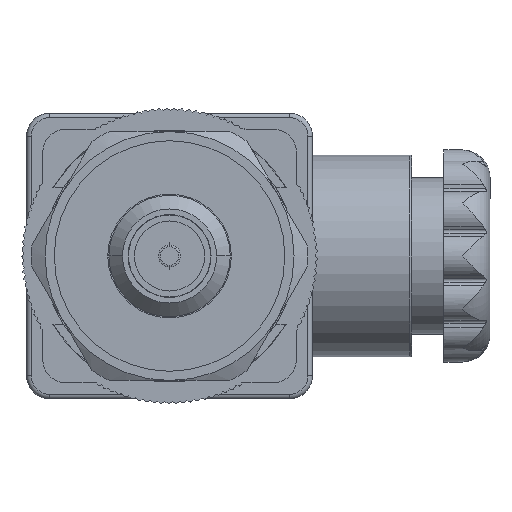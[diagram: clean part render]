
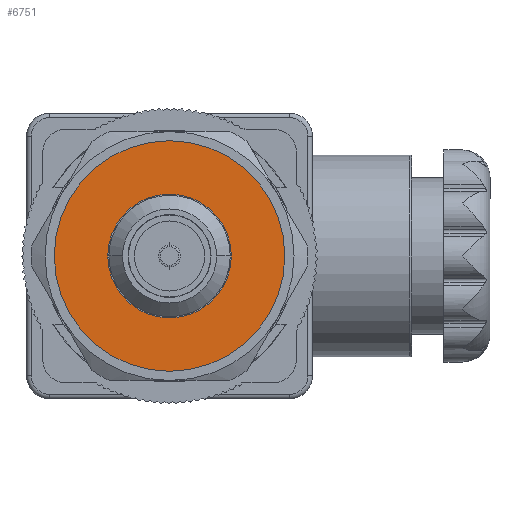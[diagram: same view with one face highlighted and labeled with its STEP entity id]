
A CAD part, front view. The second image highlights one B-rep face of the part: STEP entity #6751.
In plain terms, the highlighted planar face has unit normal (0, -1, 0).
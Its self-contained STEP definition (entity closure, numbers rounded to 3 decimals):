
#780 = CARTESIAN_POINT ( 'NONE',  ( 0., 0.5, -6.7 ) ) ;
#2341 = CARTESIAN_POINT ( 'NONE',  ( 0., 0.5, 0. ) ) ;
#3458 = DIRECTION ( 'NONE',  ( 0., -1., 0. ) ) ;
#4655 = CARTESIAN_POINT ( 'NONE',  ( 0., 0.5, 12.5 ) ) ;
#5331 = CIRCLE ( 'NONE', #25753, 6.7 ) ;
#5739 = CARTESIAN_POINT ( 'NONE',  ( 0., 0.5, 0. ) ) ;
#6238 = VERTEX_POINT ( 'NONE', #15190 ) ;
#6751 = ADVANCED_FACE ( 'NONE', ( #31305, #15888 ), #26360, .T. ) ;
#7576 = ORIENTED_EDGE ( 'NONE', *, *, #13174, .T. ) ;
#7770 = EDGE_LOOP ( 'NONE', ( #7576, #34445 ) ) ;
#9404 = EDGE_CURVE ( 'NONE', #26671, #28238, #10020, .T. ) ;
#9734 = DIRECTION ( 'NONE',  ( 0., 0., -1. ) ) ;
#10020 = CIRCLE ( 'NONE', #33227, 6.7 ) ;
#11601 = CIRCLE ( 'NONE', #33676, 12.5 ) ;
#11911 = DIRECTION ( 'NONE',  ( 0., -1., 0. ) ) ;
#13174 = EDGE_CURVE ( 'NONE', #6238, #32200, #11601, .T. ) ;
#14104 = AXIS2_PLACEMENT_3D ( 'NONE', #34037, #11911, #9734 ) ;
#14305 = CARTESIAN_POINT ( 'NONE',  ( 0., 0.5, 0. ) ) ;
#14670 = DIRECTION ( 'NONE',  ( 0., 0., -1. ) ) ;
#15190 = CARTESIAN_POINT ( 'NONE',  ( 0., 0.5, -12.5 ) ) ;
#15888 = FACE_BOUND ( 'NONE', #21210, .T. ) ;
#16421 = DIRECTION ( 'NONE',  ( 0., 0., -1. ) ) ;
#17026 = AXIS2_PLACEMENT_3D ( 'NONE', #21036, #23681, #23857 ) ;
#17920 = EDGE_CURVE ( 'NONE', #32200, #6238, #31626, .T. ) ;
#21036 = CARTESIAN_POINT ( 'NONE',  ( -12.5, 0.5, 0. ) ) ;
#21210 = EDGE_LOOP ( 'NONE', ( #22478, #24791 ) ) ;
#22478 = ORIENTED_EDGE ( 'NONE', *, *, #32388, .F. ) ;
#23681 = DIRECTION ( 'NONE',  ( 0., -1., 0. ) ) ;
#23857 = DIRECTION ( 'NONE',  ( 0., 0., -1. ) ) ;
#24163 = DIRECTION ( 'NONE',  ( 0., -1., 0. ) ) ;
#24791 = ORIENTED_EDGE ( 'NONE', *, *, #9404, .F. ) ;
#25753 = AXIS2_PLACEMENT_3D ( 'NONE', #2341, #24163, #26484 ) ;
#26360 = PLANE ( 'NONE',  #17026 ) ;
#26484 = DIRECTION ( 'NONE',  ( 0., 0., -1. ) ) ;
#26671 = VERTEX_POINT ( 'NONE', #32573 ) ;
#26872 = DIRECTION ( 'NONE',  ( 0., -1., 0. ) ) ;
#28238 = VERTEX_POINT ( 'NONE', #780 ) ;
#31305 = FACE_OUTER_BOUND ( 'NONE', #7770, .T. ) ;
#31626 = CIRCLE ( 'NONE', #14104, 12.5 ) ;
#32200 = VERTEX_POINT ( 'NONE', #4655 ) ;
#32388 = EDGE_CURVE ( 'NONE', #28238, #26671, #5331, .T. ) ;
#32573 = CARTESIAN_POINT ( 'NONE',  ( 0., 0.5, 6.7 ) ) ;
#33227 = AXIS2_PLACEMENT_3D ( 'NONE', #14305, #3458, #14670 ) ;
#33676 = AXIS2_PLACEMENT_3D ( 'NONE', #5739, #26872, #16421 ) ;
#34037 = CARTESIAN_POINT ( 'NONE',  ( 0., 0.5, 0. ) ) ;
#34445 = ORIENTED_EDGE ( 'NONE', *, *, #17920, .T. ) ;
